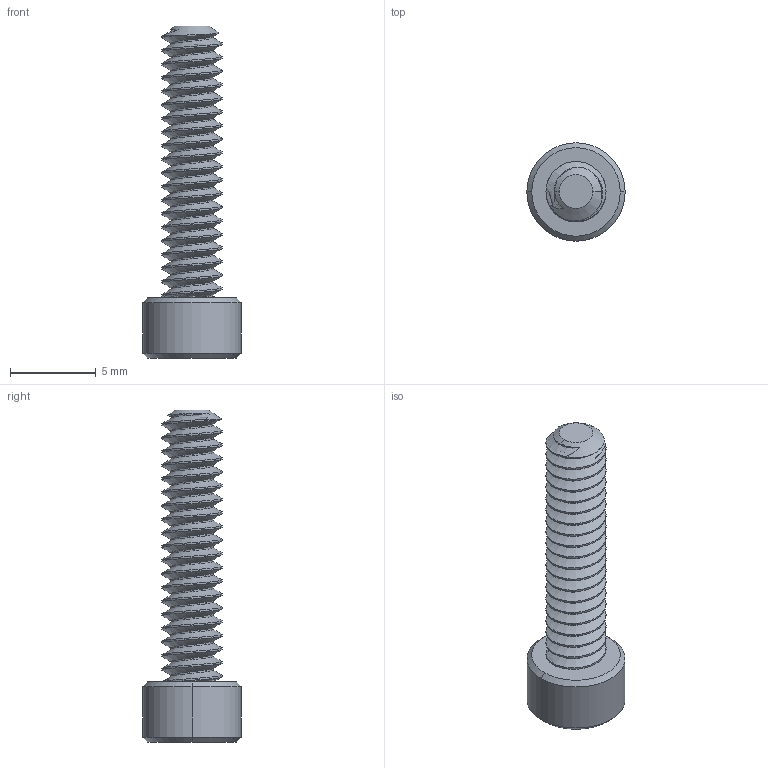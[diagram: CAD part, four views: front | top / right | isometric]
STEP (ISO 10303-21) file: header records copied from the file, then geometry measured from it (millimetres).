
FILE_DESCRIPTION((''),'2;1');
FILE_NAME('HCSC_UNC_313_150_SAE08_ZCR_CR1','2016-12-07T',('cxl300'),(''),'PRO/ENGINEER BY PARAMETRIC TECHNOLOGY CORPORATION, 2013230','PRO/ENGINEER BY PARAMETRIC TECHNOLOGY CORPORATION, 2013230','');
FILE_SCHEMA(('CONFIG_CONTROL_DESIGN','GEOMETRIC_VALIDATION_PROPERTIES_MIM'));
Length unit declared in the file: millimetre
Products named in the file (1): HCSC_UNC_313_150_SAE08_ZCR_CR1
Bounding box: 5.74 x 5.74 x 19.38 mm (x, y, z)
Volume: 187.6 mm3; surface area: 384.3 mm2
Topology: 1 solids, 1 shells, 107 faces, 297 edges, 194 vertices
Faces by surface type: cylinder 83, cone 12, plane 10, bspline 2
Entity records: 9696 total; most frequent: CARTESIAN_POINT 7210, ORIENTED_EDGE 594, DIRECTION 353, EDGE_CURVE 297, VERTEX_POINT 194, B_SPLINE_CURVE_WITH_KNOTS 176, AXIS2_PLACEMENT_3D 127, EDGE_LOOP 109
